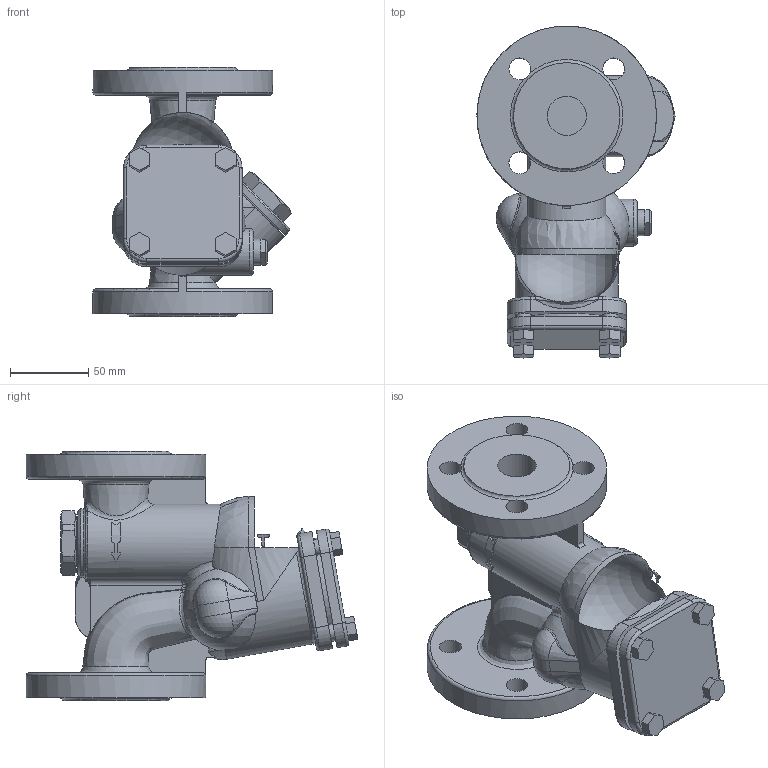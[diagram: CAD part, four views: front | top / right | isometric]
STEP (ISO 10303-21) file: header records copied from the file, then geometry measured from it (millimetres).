
FILE_DESCRIPTION((''),'2;1');
FILE_NAME('sj3vx-025-e0025-00.stp','2011-03-31T14:04:19',('asaokak'),(''),'Autodesk Inventor 2008','Autodesk Inventor 2008','');
FILE_SCHEMA(('AUTOMOTIVE_DESIGN { 1 0 10303 214 1 1 1 1 }'));
Length unit declared in the file: millimetre
Products named in the file (1): sj3vx-025-e0025-00
Bounding box: 126.82 x 212.33 x 160 mm (x, y, z)
Volume: 1053397.8 mm3; surface area: 143147.5 mm2
Topology: 2 solids, 2 shells, 312 faces, 829 edges, 519 vertices
Faces by surface type: plane 138, bspline 73, cylinder 68, torus 13, sphere 11, cone 9
Full cylindrical faces by diameter (mm): 10 x4, 16.7 x1, 30 x2, 42 x1, 52 x1, 66.8 x1, 115 x2
Entity records: 18381 total; most frequent: CARTESIAN_POINT 11302, ORIENTED_EDGE 1552, DIRECTION 1328, EDGE_CURVE 776, AXIS2_PLACEMENT_3D 527, VERTEX_POINT 504, EDGE_LOOP 372, FACE_OUTER_BOUND 311
